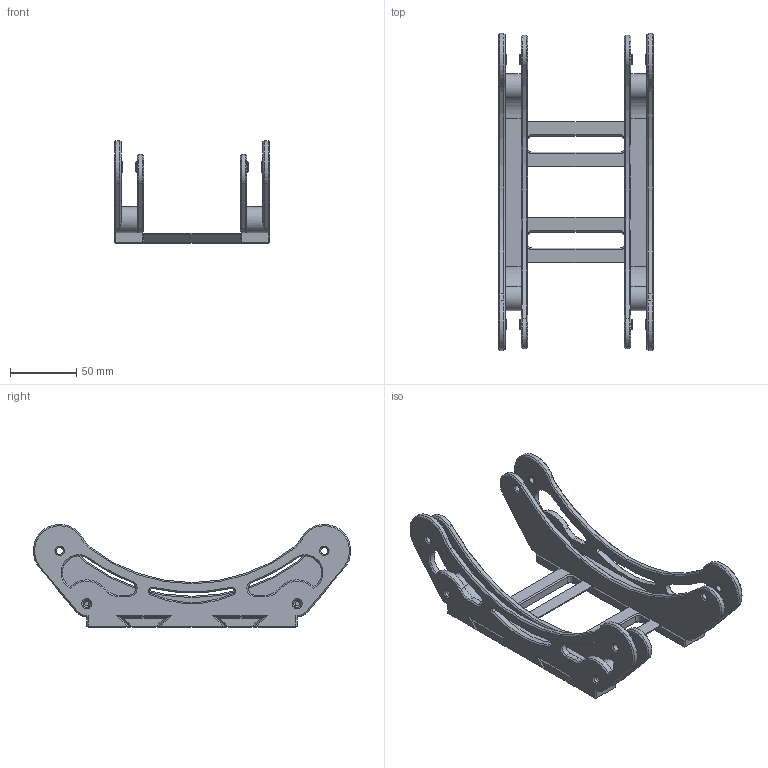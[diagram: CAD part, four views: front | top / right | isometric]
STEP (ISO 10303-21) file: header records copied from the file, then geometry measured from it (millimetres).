
FILE_DESCRIPTION(/* description */ (''),/* implementation_level */ '2;1');
FILE_NAME(/* name */ '2.5Kg Spool Holder v21.step',/* time_stamp */ '2022-05-26T08:06:56+02:00',/* author */ (''),/* organization */ (''),/* preprocessor_version */ 'ST-DEVELOPER v19',/* originating_system */ 'Autodesk Translation Framework v11.7.0.108',/* authorisation */ '');
FILE_SCHEMA (('AUTOMOTIVE_DESIGN { 1 0 10303 214 3 1 1 }'));
Length unit declared in the file: millimetre
Products named in the file (1): 2.5Kg Spool Holder
Bounding box: 117 x 240.1 x 77.88 mm (x, y, z)
Volume: 250630.6 mm3; surface area: 107636.3 mm2
Topology: 6 solids, 6 shells, 546 faces, 1206 edges, 700 vertices
Faces by surface type: plane 290, cone 136, cylinder 120
Full cylindrical faces by diameter (mm): 3.2 x4, 4.4 x8, 5.2 x8, 5.6 x4, 8 x8, 10 x4, 10.4 x4
Entity records: 14795 total; most frequent: DIRECTION 2672, CARTESIAN_POINT 2477, ORIENTED_EDGE 2412, EDGE_CURVE 1206, AXIS2_PLACEMENT_3D 927, LINE 818, VECTOR 818, VERTEX_POINT 700
